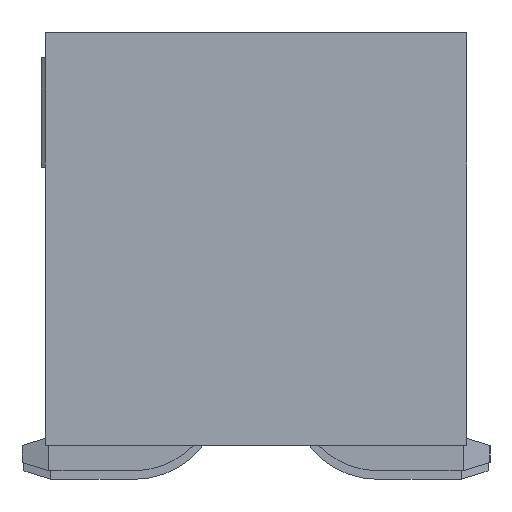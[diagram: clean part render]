
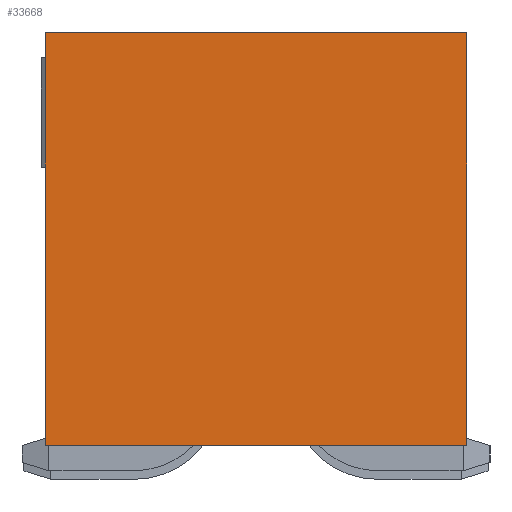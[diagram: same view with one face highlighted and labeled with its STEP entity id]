
A CAD part, front view. The second image highlights one B-rep face of the part: STEP entity #33668.
In plain terms, the highlighted face is planar.
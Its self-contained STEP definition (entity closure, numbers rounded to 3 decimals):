
#1965=ORIENTED_EDGE('',*,*,#8738,.F.);
#1966=ORIENTED_EDGE('',*,*,#8739,.F.);
#1967=ORIENTED_EDGE('',*,*,#8740,.T.);
#1968=ORIENTED_EDGE('',*,*,#8741,.T.);
#8738=EDGE_CURVE('',#12114,#12115,#14554,.T.);
#8739=EDGE_CURVE('',#12116,#12114,#14555,.T.);
#8740=EDGE_CURVE('',#12116,#12117,#14556,.T.);
#8741=EDGE_CURVE('',#12117,#12115,#14557,.T.);
#12114=VERTEX_POINT('',#45283);
#12115=VERTEX_POINT('',#45284);
#12116=VERTEX_POINT('',#45286);
#12117=VERTEX_POINT('',#45288);
#14554=LINE('',#45282,#17890);
#14555=LINE('',#45285,#17891);
#14556=LINE('',#45287,#17892);
#14557=LINE('',#45289,#17893);
#17890=VECTOR('',#38014,1000.);
#17891=VECTOR('',#38015,1000.);
#17892=VECTOR('',#38016,1000.);
#17893=VECTOR('',#38017,1000.);
#20318=EDGE_LOOP('',(#1965,#1966,#1967,#1968));
#21702=FACE_BOUND('',#20318,.T.);
#23042=PLANE('',#35014);
#33668=ADVANCED_FACE('',(#21702),#23042,.T.);
#35014=AXIS2_PLACEMENT_3D('',#45281,#38012,#38013);
#38012=DIRECTION('',(1.,0.,0.));
#38013=DIRECTION('',(0.,0.,-1.));
#38014=DIRECTION('',(0.,0.,-1.));
#38015=DIRECTION('',(0.,1.,0.));
#38016=DIRECTION('',(0.,0.,-1.));
#38017=DIRECTION('',(0.,1.,0.));
#45281=CARTESIAN_POINT('',(17.145,-2.5,2.45));
#45282=CARTESIAN_POINT('',(17.145,2.5,2.45));
#45283=CARTESIAN_POINT('',(17.145,2.5,2.45));
#45284=CARTESIAN_POINT('',(17.145,2.5,-2.45));
#45285=CARTESIAN_POINT('',(17.145,-2.5,2.45));
#45286=CARTESIAN_POINT('',(17.145,-2.5,2.45));
#45287=CARTESIAN_POINT('',(17.145,-2.5,2.45));
#45288=CARTESIAN_POINT('',(17.145,-2.5,-2.45));
#45289=CARTESIAN_POINT('',(17.145,-2.5,-2.45));
